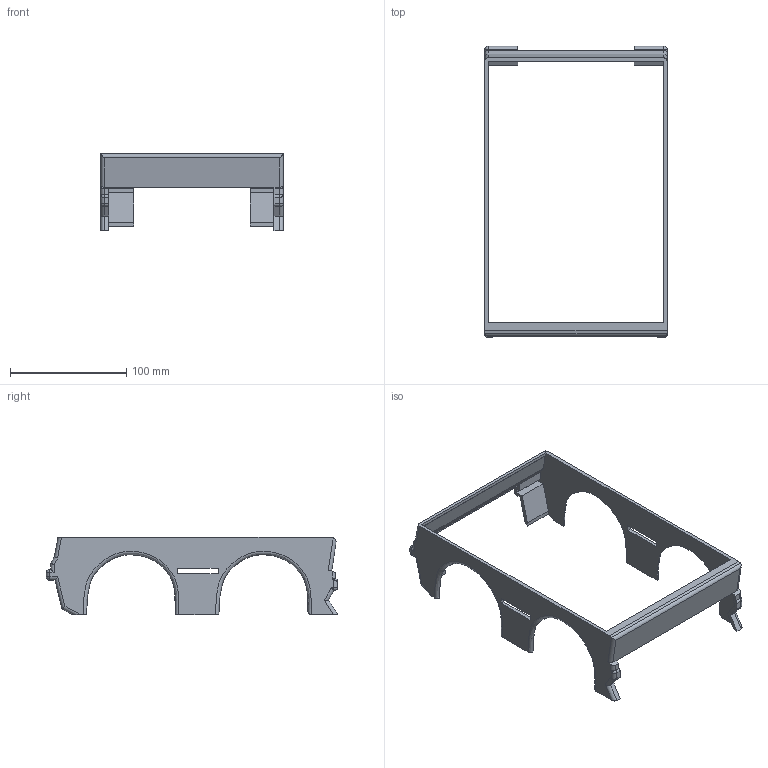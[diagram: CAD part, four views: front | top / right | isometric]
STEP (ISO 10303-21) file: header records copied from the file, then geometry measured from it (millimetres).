
FILE_DESCRIPTION(/* description */ (''),/* implementation_level */ '2;1');
FILE_NAME(/* name */ '80ed566c-4f5f-4d76-9465-34b3c244bfaf.stp',/* time_stamp */ '2025-08-25T19:14:16Z',/* author */ (''),/* organization */ (''),/* preprocessor_version */ 'ST-DEVELOPER v20.1',/* originating_system */ 'Autodesk Translation Framework v14.17.0.0',/* authorisation */ '');
FILE_SCHEMA (('AUTOMOTIVE_DESIGN { 1 0 10303 214 3 1 1 }'));
Length unit declared in the file: millimetre
Products named in the file (2): 2025-08-16-01-04-39-654; 2025-08-16-01-17-15-166
Assembly tree (1 placements, depth 2):
  2025-08-16-01-04-39-654
    2025-08-16-01-17-15-166
Bounding box: 157 x 250.67 x 66.52 mm (x, y, z)
Volume: 90340.6 mm3; surface area: 66680.3 mm2
Topology: 1 solids, 1 shells, 145 faces, 397 edges, 249 vertices
Faces by surface type: plane 91, cylinder 38, bspline 12, sphere 4
Entity records: 6167 total; most frequent: CARTESIAN_POINT 2503, ORIENTED_EDGE 786, DIRECTION 707, EDGE_CURVE 393, LINE 295, VECTOR 295, VERTEX_POINT 249, AXIS2_PLACEMENT_3D 206
